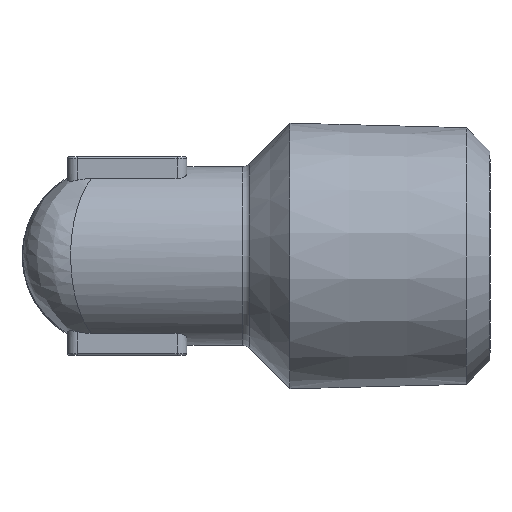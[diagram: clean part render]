
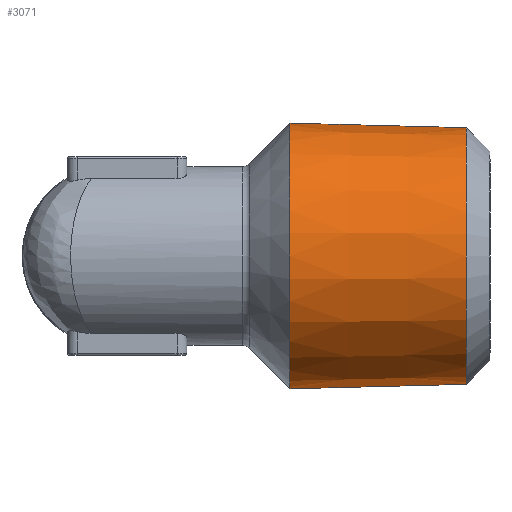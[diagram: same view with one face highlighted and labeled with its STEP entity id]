
A CAD part, left-side view. The second image highlights one B-rep face of the part: STEP entity #3071.
In plain terms, the highlighted conical face has half-angle 1.47 degrees and reference radius 6.707 mm.
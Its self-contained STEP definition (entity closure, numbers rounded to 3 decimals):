
#46 = DIRECTION ( 'NONE',  ( 0., 1., 0. ) ) ;
#48 = FACE_OUTER_BOUND ( 'NONE', #2180, .T. ) ;
#293 = DIRECTION ( 'NONE',  ( 0., 1., -0.026 ) ) ;
#306 = EDGE_CURVE ( 'NONE', #1507, #771, #852, .T. ) ;
#395 = EDGE_CURVE ( 'NONE', #1507, #2634, #1696, .T. ) ;
#574 = DIRECTION ( 'NONE',  ( 0., -1., 0. ) ) ;
#591 = CARTESIAN_POINT ( 'NONE',  ( 0., -8.933, 0. ) ) ;
#651 = AXIS2_PLACEMENT_3D ( 'NONE', #942, #1960, #657 ) ;
#657 = DIRECTION ( 'NONE',  ( 0., 0., 1. ) ) ;
#741 = CARTESIAN_POINT ( 'NONE',  ( 0., -8.933, 6.683 ) ) ;
#771 = VERTEX_POINT ( 'NONE', #741 ) ;
#852 = LINE ( 'NONE', #1234, #3216 ) ;
#897 = CONICAL_SURFACE ( 'NONE', #651, 6.707, 0.026 ) ;
#932 = ORIENTED_EDGE ( 'NONE', *, *, #395, .F. ) ;
#942 = CARTESIAN_POINT ( 'NONE',  ( 0., -8., 0. ) ) ;
#1003 = DIRECTION ( 'NONE',  ( 0., 1., 0.026 ) ) ;
#1083 = CARTESIAN_POINT ( 'NONE',  ( 0., -8., -6.707 ) ) ;
#1194 = CIRCLE ( 'NONE', #2664, 6.683 ) ;
#1234 = CARTESIAN_POINT ( 'NONE',  ( 0., -8., 6.707 ) ) ;
#1335 = VERTEX_POINT ( 'NONE', #2045 ) ;
#1452 = EDGE_CURVE ( 'NONE', #1335, #771, #1194, .T. ) ;
#1507 = VERTEX_POINT ( 'NONE', #3100 ) ;
#1604 = DIRECTION ( 'NONE',  ( 0., 0., -1. ) ) ;
#1621 = VECTOR ( 'NONE', #293, 1000. ) ;
#1696 = CIRCLE ( 'NONE', #2440, 6.455 ) ;
#1858 = LINE ( 'NONE', #1083, #1621 ) ;
#1872 = ORIENTED_EDGE ( 'NONE', *, *, #306, .T. ) ;
#1877 = DIRECTION ( 'NONE',  ( 0., 0., 1. ) ) ;
#1960 = DIRECTION ( 'NONE',  ( 0., 1., 0. ) ) ;
#2045 = CARTESIAN_POINT ( 'NONE',  ( 0., -8.933, -6.683 ) ) ;
#2092 = CARTESIAN_POINT ( 'NONE',  ( 0., -17.8, 0. ) ) ;
#2180 = EDGE_LOOP ( 'NONE', ( #2555, #932, #1872, #2866 ) ) ;
#2440 = AXIS2_PLACEMENT_3D ( 'NONE', #2092, #574, #1604 ) ;
#2555 = ORIENTED_EDGE ( 'NONE', *, *, #2839, .F. ) ;
#2634 = VERTEX_POINT ( 'NONE', #2706 ) ;
#2664 = AXIS2_PLACEMENT_3D ( 'NONE', #591, #46, #1877 ) ;
#2706 = CARTESIAN_POINT ( 'NONE',  ( 0., -17.8, -6.455 ) ) ;
#2839 = EDGE_CURVE ( 'NONE', #2634, #1335, #1858, .T. ) ;
#2866 = ORIENTED_EDGE ( 'NONE', *, *, #1452, .F. ) ;
#3071 = ADVANCED_FACE ( 'NONE', ( #48 ), #897, .T. ) ;
#3100 = CARTESIAN_POINT ( 'NONE',  ( 0., -17.8, 6.455 ) ) ;
#3216 = VECTOR ( 'NONE', #1003, 1000. ) ;
